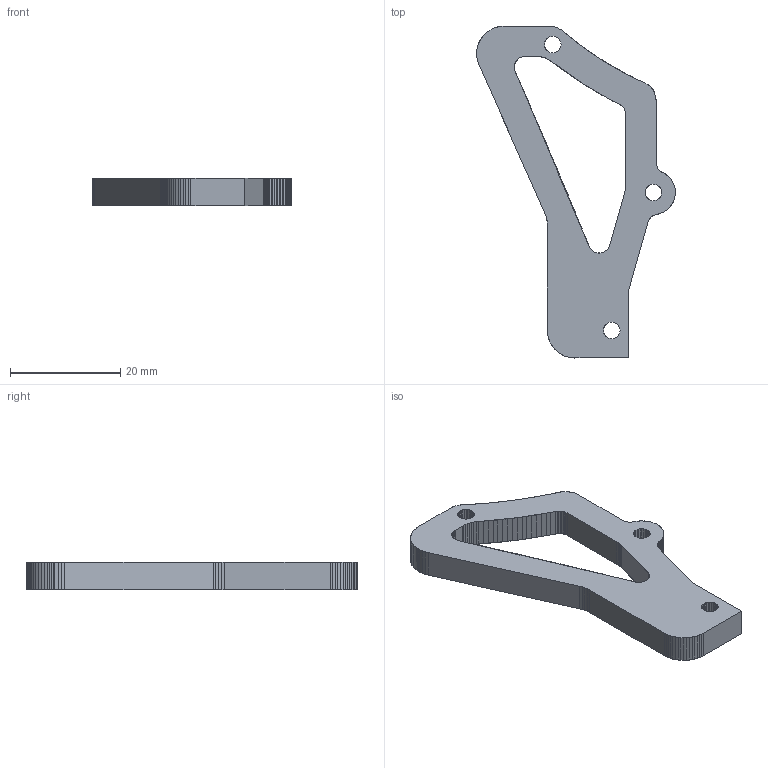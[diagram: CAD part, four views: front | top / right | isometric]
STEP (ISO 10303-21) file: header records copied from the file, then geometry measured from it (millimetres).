
FILE_DESCRIPTION (( 'STEP AP203' ), '1' );
FILE_NAME ('frame_3_n_fixed.STEP', '2015-09-25T09:02:25', ( '' ), ( '' ), 'SwSTEP 2.0', 'SolidWorks 2015', '' );
FILE_SCHEMA (( 'CONFIG_CONTROL_DESIGN' ));
Length unit declared in the file: millimetre
Products named in the file (1): frame_3_n_fixed
Bounding box: 36.03 x 60.16 x 5 mm (x, y, z)
Volume: 8325.9 mm3; surface area: 6120.8 mm2
Topology: 2 solids, 2 shells, 349 faces, 1035 edges, 690 vertices
Faces by surface type: plane 334, bspline 9, cylinder 6
Entity records: 11658 total; most frequent: CARTESIAN_POINT 2248, ORIENTED_EDGE 2070, DIRECTION 1711, EDGE_CURVE 1035, VECTOR 1005, LINE 1005, VERTEX_POINT 690, EDGE_LOOP 365
